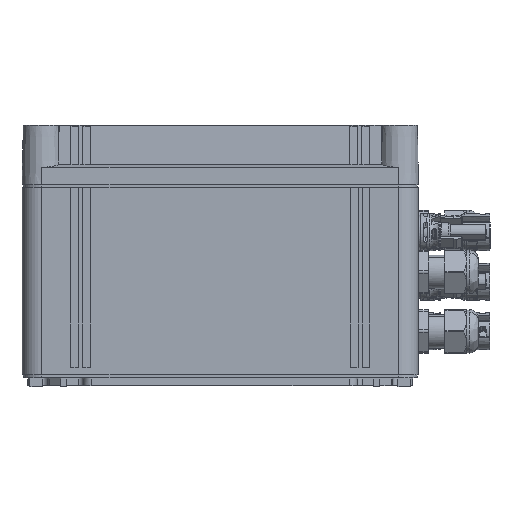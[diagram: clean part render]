
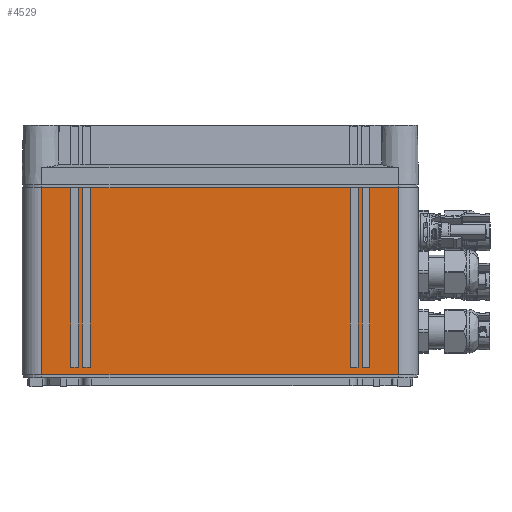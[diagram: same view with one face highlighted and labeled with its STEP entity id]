
A CAD part, left-side view. The second image highlights one B-rep face of the part: STEP entity #4529.
In plain terms, the highlighted planar face has unit normal (-1, 0, 0).
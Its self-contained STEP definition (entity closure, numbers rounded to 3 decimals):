
#4385=AXIS2_PLACEMENT_3D('Plane Axis2P3D',#4382,#4383,#4384) ;
#2217=CARTESIAN_POINT('Vertex',(0.,46.025,6.)) ;
#2220=CARTESIAN_POINT('Line Origine',(0.,136.025,6.)) ;
#2224=CARTESIAN_POINT('Vertex',(0.,226.025,6.)) ;
#2360=CARTESIAN_POINT('Vertex',(0.,226.025,100.5)) ;
#2363=CARTESIAN_POINT('Line Origine',(0.,136.025,100.5)) ;
#2367=CARTESIAN_POINT('Vertex',(0.,46.025,100.5)) ;
#2489=CARTESIAN_POINT('Line Origine',(0.,46.025,106.)) ;
#4369=CARTESIAN_POINT('Line Origine',(0.,226.025,106.)) ;
#4382=CARTESIAN_POINT('Axis2P3D Location',(0.,46.025,106.)) ;
#4393=CARTESIAN_POINT('Line Origine',(0.,203.525,10.)) ;
#4397=CARTESIAN_POINT('Vertex',(0.,201.525,10.)) ;
#4399=CARTESIAN_POINT('Vertex',(0.,205.525,10.)) ;
#4402=CARTESIAN_POINT('Line Origine',(0.,205.525,55.178)) ;
#4406=CARTESIAN_POINT('Vertex',(0.,205.525,100.356)) ;
#4409=CARTESIAN_POINT('Line Origine',(0.,203.525,100.356)) ;
#4413=CARTESIAN_POINT('Vertex',(0.,201.525,100.356)) ;
#4416=CARTESIAN_POINT('Line Origine',(0.,201.525,55.178)) ;
#4427=CARTESIAN_POINT('Line Origine',(0.,209.525,10.)) ;
#4431=CARTESIAN_POINT('Vertex',(0.,207.525,10.)) ;
#4433=CARTESIAN_POINT('Vertex',(0.,211.525,10.)) ;
#4436=CARTESIAN_POINT('Line Origine',(0.,211.525,55.178)) ;
#4440=CARTESIAN_POINT('Vertex',(0.,211.525,100.356)) ;
#4443=CARTESIAN_POINT('Line Origine',(0.,209.525,100.356)) ;
#4447=CARTESIAN_POINT('Vertex',(0.,207.525,100.356)) ;
#4450=CARTESIAN_POINT('Line Origine',(0.,207.525,55.178)) ;
#4461=CARTESIAN_POINT('Line Origine',(0.,62.525,10.)) ;
#4465=CARTESIAN_POINT('Vertex',(0.,60.525,10.)) ;
#4467=CARTESIAN_POINT('Vertex',(0.,64.525,10.)) ;
#4470=CARTESIAN_POINT('Line Origine',(0.,64.525,55.178)) ;
#4474=CARTESIAN_POINT('Vertex',(0.,64.525,100.356)) ;
#4477=CARTESIAN_POINT('Line Origine',(0.,62.525,100.356)) ;
#4481=CARTESIAN_POINT('Vertex',(0.,60.525,100.356)) ;
#4484=CARTESIAN_POINT('Line Origine',(0.,60.525,55.178)) ;
#4495=CARTESIAN_POINT('Line Origine',(0.,68.525,10.)) ;
#4499=CARTESIAN_POINT('Vertex',(0.,66.525,10.)) ;
#4501=CARTESIAN_POINT('Vertex',(0.,70.525,10.)) ;
#4504=CARTESIAN_POINT('Line Origine',(0.,70.525,55.178)) ;
#4508=CARTESIAN_POINT('Vertex',(0.,70.525,100.356)) ;
#4511=CARTESIAN_POINT('Line Origine',(0.,68.525,100.356)) ;
#4515=CARTESIAN_POINT('Vertex',(0.,66.525,100.356)) ;
#4518=CARTESIAN_POINT('Line Origine',(0.,66.525,55.178)) ;
#2221=DIRECTION('Vector Direction',(0.,1.,0.)) ;
#2364=DIRECTION('Vector Direction',(0.,1.,0.)) ;
#2490=DIRECTION('Vector Direction',(0.,0.,-1.)) ;
#4370=DIRECTION('Vector Direction',(0.,0.,-1.)) ;
#4383=DIRECTION('Axis2P3D Direction',(-1.,0.,0.)) ;
#4384=DIRECTION('Axis2P3D XDirection',(0.,1.,0.)) ;
#4394=DIRECTION('Vector Direction',(0.,1.,0.)) ;
#4403=DIRECTION('Vector Direction',(0.,0.,-1.)) ;
#4410=DIRECTION('Vector Direction',(0.,1.,0.)) ;
#4417=DIRECTION('Vector Direction',(0.,0.,1.)) ;
#4428=DIRECTION('Vector Direction',(0.,1.,0.)) ;
#4437=DIRECTION('Vector Direction',(0.,0.,-1.)) ;
#4444=DIRECTION('Vector Direction',(0.,1.,0.)) ;
#4451=DIRECTION('Vector Direction',(0.,0.,1.)) ;
#4462=DIRECTION('Vector Direction',(0.,1.,0.)) ;
#4471=DIRECTION('Vector Direction',(0.,0.,-1.)) ;
#4478=DIRECTION('Vector Direction',(0.,1.,0.)) ;
#4485=DIRECTION('Vector Direction',(0.,0.,1.)) ;
#4496=DIRECTION('Vector Direction',(0.,1.,0.)) ;
#4505=DIRECTION('Vector Direction',(0.,0.,-1.)) ;
#4512=DIRECTION('Vector Direction',(0.,1.,0.)) ;
#4519=DIRECTION('Vector Direction',(0.,0.,1.)) ;
#2222=VECTOR('Line Direction',#2221,1.) ;
#2365=VECTOR('Line Direction',#2364,1.) ;
#2491=VECTOR('Line Direction',#2490,1.) ;
#4371=VECTOR('Line Direction',#4370,1.) ;
#4395=VECTOR('Line Direction',#4394,1.) ;
#4404=VECTOR('Line Direction',#4403,1.) ;
#4411=VECTOR('Line Direction',#4410,1.) ;
#4418=VECTOR('Line Direction',#4417,1.) ;
#4429=VECTOR('Line Direction',#4428,1.) ;
#4438=VECTOR('Line Direction',#4437,1.) ;
#4445=VECTOR('Line Direction',#4444,1.) ;
#4452=VECTOR('Line Direction',#4451,1.) ;
#4463=VECTOR('Line Direction',#4462,1.) ;
#4472=VECTOR('Line Direction',#4471,1.) ;
#4479=VECTOR('Line Direction',#4478,1.) ;
#4486=VECTOR('Line Direction',#4485,1.) ;
#4497=VECTOR('Line Direction',#4496,1.) ;
#4506=VECTOR('Line Direction',#4505,1.) ;
#4513=VECTOR('Line Direction',#4512,1.) ;
#4520=VECTOR('Line Direction',#4519,1.) ;
#4388=ORIENTED_EDGE('',*,*,#4373,.T.) ;
#4389=ORIENTED_EDGE('',*,*,#2226,.F.) ;
#4390=ORIENTED_EDGE('',*,*,#2493,.F.) ;
#4391=ORIENTED_EDGE('',*,*,#2369,.F.) ;
#4422=ORIENTED_EDGE('',*,*,#4401,.T.) ;
#4423=ORIENTED_EDGE('',*,*,#4408,.F.) ;
#4424=ORIENTED_EDGE('',*,*,#4415,.F.) ;
#4425=ORIENTED_EDGE('',*,*,#4420,.F.) ;
#4456=ORIENTED_EDGE('',*,*,#4435,.T.) ;
#4457=ORIENTED_EDGE('',*,*,#4442,.F.) ;
#4458=ORIENTED_EDGE('',*,*,#4449,.F.) ;
#4459=ORIENTED_EDGE('',*,*,#4454,.F.) ;
#4490=ORIENTED_EDGE('',*,*,#4469,.T.) ;
#4491=ORIENTED_EDGE('',*,*,#4476,.F.) ;
#4492=ORIENTED_EDGE('',*,*,#4483,.F.) ;
#4493=ORIENTED_EDGE('',*,*,#4488,.F.) ;
#4524=ORIENTED_EDGE('',*,*,#4503,.T.) ;
#4525=ORIENTED_EDGE('',*,*,#4510,.F.) ;
#4526=ORIENTED_EDGE('',*,*,#4517,.F.) ;
#4527=ORIENTED_EDGE('',*,*,#4522,.F.) ;
#4426=FACE_BOUND('',#4421,.T.) ;
#4460=FACE_BOUND('',#4455,.T.) ;
#4494=FACE_BOUND('',#4489,.T.) ;
#4528=FACE_BOUND('',#4523,.T.) ;
#4529=ADVANCED_FACE('GEHAEUSE',(#4392,#4426,#4460,#4494,#4528),#4386,.T.) ;
#2226=EDGE_CURVE('',#2218,#2225,#2223,.T.) ;
#2369=EDGE_CURVE('',#2361,#2368,#2366,.F.) ;
#2493=EDGE_CURVE('',#2368,#2218,#2492,.T.) ;
#4373=EDGE_CURVE('',#2361,#2225,#4372,.T.) ;
#4401=EDGE_CURVE('',#4398,#4400,#4396,.T.) ;
#4408=EDGE_CURVE('',#4407,#4400,#4405,.T.) ;
#4415=EDGE_CURVE('',#4414,#4407,#4412,.T.) ;
#4420=EDGE_CURVE('',#4398,#4414,#4419,.T.) ;
#4435=EDGE_CURVE('',#4432,#4434,#4430,.T.) ;
#4442=EDGE_CURVE('',#4441,#4434,#4439,.T.) ;
#4449=EDGE_CURVE('',#4448,#4441,#4446,.T.) ;
#4454=EDGE_CURVE('',#4432,#4448,#4453,.T.) ;
#4469=EDGE_CURVE('',#4466,#4468,#4464,.T.) ;
#4476=EDGE_CURVE('',#4475,#4468,#4473,.T.) ;
#4483=EDGE_CURVE('',#4482,#4475,#4480,.T.) ;
#4488=EDGE_CURVE('',#4466,#4482,#4487,.T.) ;
#4503=EDGE_CURVE('',#4500,#4502,#4498,.T.) ;
#4510=EDGE_CURVE('',#4509,#4502,#4507,.T.) ;
#4517=EDGE_CURVE('',#4516,#4509,#4514,.T.) ;
#4522=EDGE_CURVE('',#4500,#4516,#4521,.T.) ;
#4387=EDGE_LOOP('',(#4388,#4389,#4390,#4391)) ;
#4421=EDGE_LOOP('',(#4422,#4423,#4424,#4425)) ;
#4455=EDGE_LOOP('',(#4456,#4457,#4458,#4459)) ;
#4489=EDGE_LOOP('',(#4490,#4491,#4492,#4493)) ;
#4523=EDGE_LOOP('',(#4524,#4525,#4526,#4527)) ;
#4392=FACE_OUTER_BOUND('',#4387,.T.) ;
#2223=LINE('Line',#2220,#2222) ;
#2366=LINE('Line',#2363,#2365) ;
#2492=LINE('Line',#2489,#2491) ;
#4372=LINE('Line',#4369,#4371) ;
#4396=LINE('Line',#4393,#4395) ;
#4405=LINE('Line',#4402,#4404) ;
#4412=LINE('Line',#4409,#4411) ;
#4419=LINE('Line',#4416,#4418) ;
#4430=LINE('Line',#4427,#4429) ;
#4439=LINE('Line',#4436,#4438) ;
#4446=LINE('Line',#4443,#4445) ;
#4453=LINE('Line',#4450,#4452) ;
#4464=LINE('Line',#4461,#4463) ;
#4473=LINE('Line',#4470,#4472) ;
#4480=LINE('Line',#4477,#4479) ;
#4487=LINE('Line',#4484,#4486) ;
#4498=LINE('Line',#4495,#4497) ;
#4507=LINE('Line',#4504,#4506) ;
#4514=LINE('Line',#4511,#4513) ;
#4521=LINE('Line',#4518,#4520) ;
#4386=PLANE('',#4385) ;
#2218=VERTEX_POINT('',#2217) ;
#2225=VERTEX_POINT('',#2224) ;
#2361=VERTEX_POINT('',#2360) ;
#2368=VERTEX_POINT('',#2367) ;
#4398=VERTEX_POINT('',#4397) ;
#4400=VERTEX_POINT('',#4399) ;
#4407=VERTEX_POINT('',#4406) ;
#4414=VERTEX_POINT('',#4413) ;
#4432=VERTEX_POINT('',#4431) ;
#4434=VERTEX_POINT('',#4433) ;
#4441=VERTEX_POINT('',#4440) ;
#4448=VERTEX_POINT('',#4447) ;
#4466=VERTEX_POINT('',#4465) ;
#4468=VERTEX_POINT('',#4467) ;
#4475=VERTEX_POINT('',#4474) ;
#4482=VERTEX_POINT('',#4481) ;
#4500=VERTEX_POINT('',#4499) ;
#4502=VERTEX_POINT('',#4501) ;
#4509=VERTEX_POINT('',#4508) ;
#4516=VERTEX_POINT('',#4515) ;
